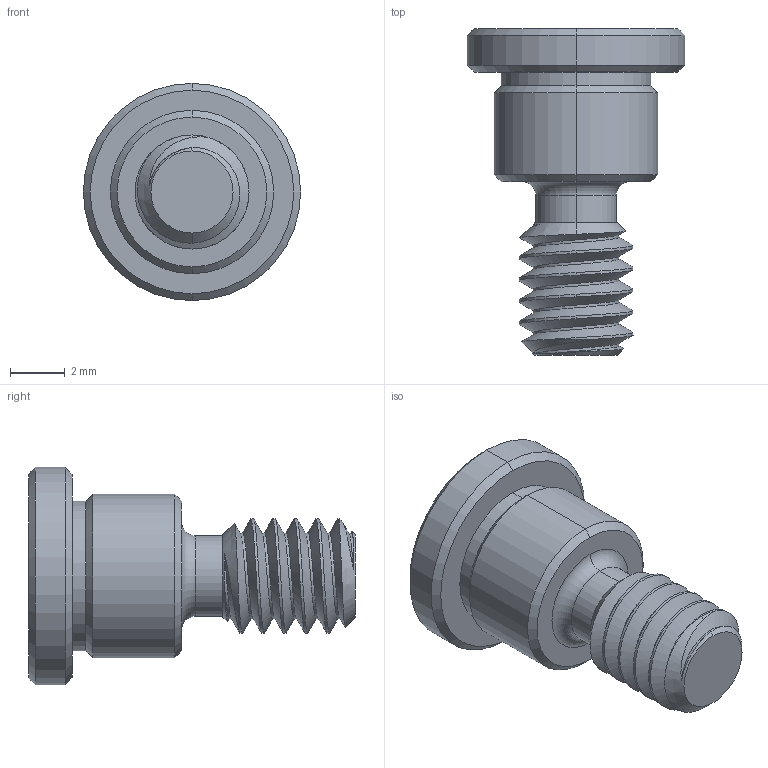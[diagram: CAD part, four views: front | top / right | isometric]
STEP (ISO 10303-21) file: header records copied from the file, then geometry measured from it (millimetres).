
FILE_DESCRIPTION (( 'STEP AP214' ), '1' );
FILE_NAME ('WCP-0574 Rev1.STEP', '2022-12-21T01:40:50', ( '' ), ( '' ), 'SwSTEP 2.0', 'SolidWorks 2020', '' );
FILE_SCHEMA (( 'AUTOMOTIVE_DESIGN' ));
Length unit declared in the file: inch
Products named in the file (1): WCP-0574 Rev1
Bounding box: 7.94 x 11.94 x 7.94 mm (x, y, z)
Volume: 234 mm3; surface area: 334.2 mm2
Topology: 1 solids, 1 shells, 57 faces, 127 edges, 77 vertices
Faces by surface type: cone 20, cylinder 19, plane 13, bspline 3, torus 2
Entity records: 2667 total; most frequent: CARTESIAN_POINT 1447, ORIENTED_EDGE 254, DIRECTION 238, EDGE_CURVE 127, AXIS2_PLACEMENT_3D 97, VERTEX_POINT 77, EDGE_LOOP 62, FACE_OUTER_BOUND 57
